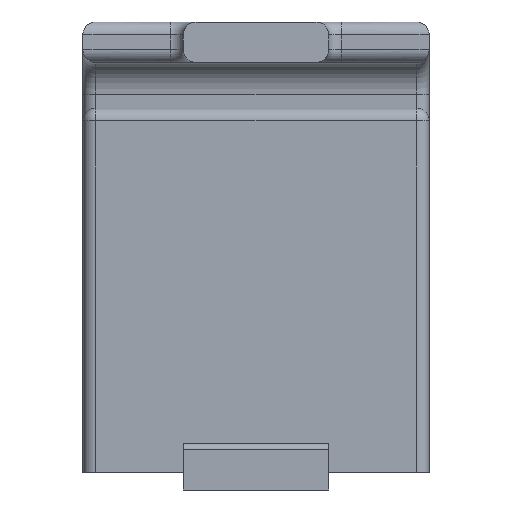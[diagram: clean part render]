
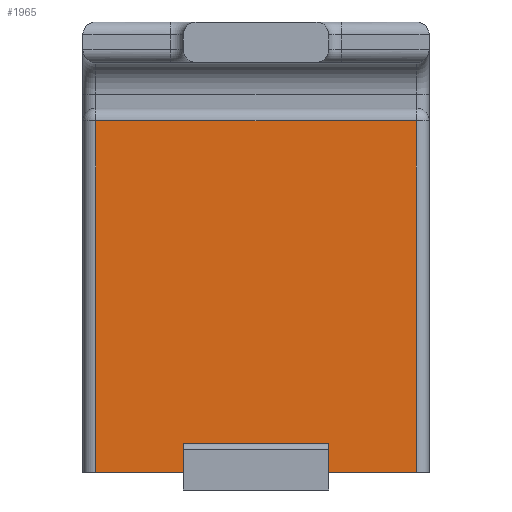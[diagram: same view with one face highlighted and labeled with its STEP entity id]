
A CAD part, front view. The second image highlights one B-rep face of the part: STEP entity #1965.
In plain terms, the highlighted planar face has unit normal (0, -1, 0).
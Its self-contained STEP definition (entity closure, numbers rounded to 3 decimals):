
#1965=ADVANCED_FACE('',(#3838),#3840,.T.);
#3838=FACE_BOUND('',#3839,.T.);
#3839=EDGE_LOOP('',(#5407,#5408,#5409,#5410,#5411,#5412,#5413,#5414));
#3840=PLANE('',#3841);
#3841=AXIS2_PLACEMENT_3D('',#3842,#3843,#3844);
#3842=CARTESIAN_POINT('',(-1.143,-1.44,2.323));
#3843=DIRECTION('',(0.,-1.,0.));
#3844=DIRECTION('',(0.,0.,-1.));
#5407=ORIENTED_EDGE('',*,*,#6215,.T.);
#5408=ORIENTED_EDGE('',*,*,#6216,.T.);
#5409=ORIENTED_EDGE('',*,*,#6200,.T.);
#5410=ORIENTED_EDGE('',*,*,#6217,.F.);
#5411=ORIENTED_EDGE('',*,*,#6218,.T.);
#5412=ORIENTED_EDGE('',*,*,#6219,.T.);
#5413=ORIENTED_EDGE('',*,*,#6191,.T.);
#5414=ORIENTED_EDGE('',*,*,#6214,.T.);
#6191=EDGE_CURVE('',#7438,#7436,#7439,.T.);
#6200=EDGE_CURVE('',#7452,#7453,#7454,.T.);
#6214=EDGE_CURVE('',#7436,#7472,#7474,.T.);
#6215=EDGE_CURVE('',#7472,#7475,#7476,.T.);
#6216=EDGE_CURVE('',#7475,#7452,#7477,.T.);
#6217=EDGE_CURVE('',#7478,#7453,#7479,.T.);
#6218=EDGE_CURVE('',#7478,#7480,#7481,.T.);
#6219=EDGE_CURVE('',#7480,#7438,#7482,.T.);
#7436=VERTEX_POINT('',#10389);
#7438=VERTEX_POINT('',#10394);
#7439=LINE('',#10395,#10396);
#7452=VERTEX_POINT('',#10430);
#7453=VERTEX_POINT('',#10431);
#7454=LINE('',#10432,#10433);
#7472=VERTEX_POINT('',#10479);
#7474=LINE('',#10484,#10485);
#7475=VERTEX_POINT('',#10487);
#7476=LINE('',#10488,#10489);
#7477=LINE('',#10491,#10492);
#7478=VERTEX_POINT('',#10494);
#7479=LINE('',#10495,#10496);
#7480=VERTEX_POINT('',#10498);
#7481=LINE('',#10499,#10500);
#7482=LINE('',#10502,#10503);
#10389=CARTESIAN_POINT('',(2.52,-1.44,-3.4));
#10394=CARTESIAN_POINT('',(1.143,-1.44,-3.4));
#10395=CARTESIAN_POINT('',(1.143,-1.44,-3.4));
#10396=VECTOR('',#10397,1.);
#10397=DIRECTION('',(1.,0.,0.));
#10430=CARTESIAN_POINT('',(-2.52,-1.44,-3.4));
#10431=CARTESIAN_POINT('',(-1.143,-1.44,-3.4));
#10432=CARTESIAN_POINT('',(-2.52,-1.44,-3.4));
#10433=VECTOR('',#10434,1.);
#10434=DIRECTION('',(1.,0.,0.));
#10479=CARTESIAN_POINT('',(2.52,-1.44,2.123));
#10484=CARTESIAN_POINT('',(2.52,-1.44,-3.4));
#10485=VECTOR('',#10486,1.);
#10486=DIRECTION('',(0.,0.,1.));
#10487=CARTESIAN_POINT('',(-2.52,-1.44,2.123));
#10488=CARTESIAN_POINT('',(2.52,-1.44,2.123));
#10489=VECTOR('',#10490,1.);
#10490=DIRECTION('',(-1.,0.,0.));
#10491=CARTESIAN_POINT('',(-2.52,-1.44,2.123));
#10492=VECTOR('',#10493,1.);
#10493=DIRECTION('',(0.,0.,-1.));
#10494=CARTESIAN_POINT('',(-1.143,-1.44,-2.942));
#10495=CARTESIAN_POINT('',(-1.143,-1.44,-2.942));
#10496=VECTOR('',#10497,1.);
#10497=DIRECTION('',(0.,0.,-1.));
#10498=CARTESIAN_POINT('',(1.143,-1.44,-2.942));
#10499=CARTESIAN_POINT('',(-1.143,-1.44,-2.942));
#10500=VECTOR('',#10501,1.);
#10501=DIRECTION('',(1.,0.,0.));
#10502=CARTESIAN_POINT('',(1.143,-1.44,-2.942));
#10503=VECTOR('',#10504,1.);
#10504=DIRECTION('',(0.,0.,-1.));
